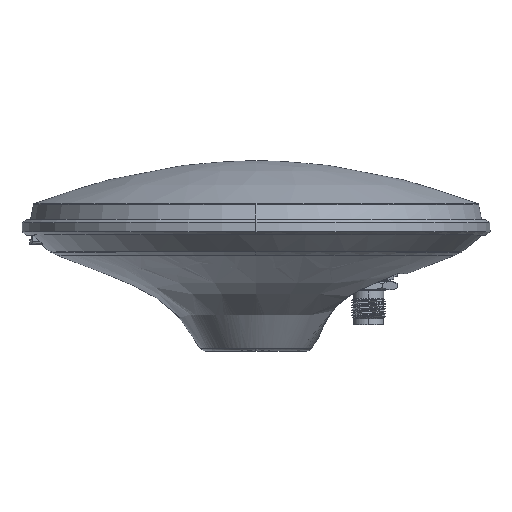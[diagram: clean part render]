
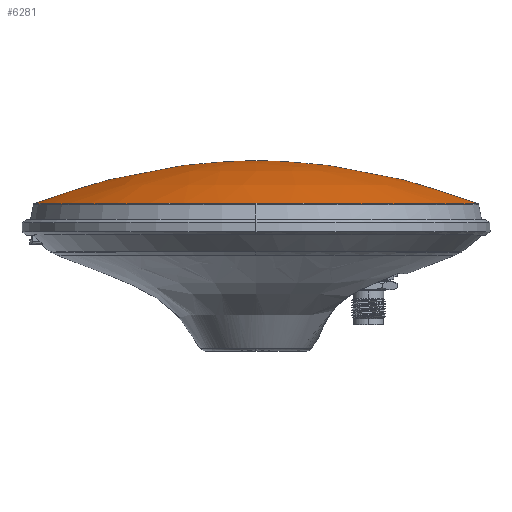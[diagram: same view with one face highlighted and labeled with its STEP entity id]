
A CAD part, top view. The second image highlights one B-rep face of the part: STEP entity #6281.
In plain terms, the highlighted free-form (B-spline) face has degree [2, 3] with [3, 4] control points.
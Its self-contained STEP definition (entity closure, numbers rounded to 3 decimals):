
#782 = CARTESIAN_POINT ( 'NONE',  ( -71.843, 47.599, 143.686 ) ) ;
#1217 = CARTESIAN_POINT ( 'NONE',  ( 0., 61.5, 0. ) ) ;
#2892 = EDGE_CURVE ( 'NONE', #14015, #8656, #4855, .T. ) ;
#3022 = CARTESIAN_POINT ( 'NONE',  ( 71.843, 47.599, 0. ) ) ;
#3484 = VERTEX_POINT ( 'NONE', #14871 ) ;
#3872 = CARTESIAN_POINT ( 'NONE',  ( 0., 61.5, 0. ) ) ;
#4790 = EDGE_CURVE ( 'NONE', #14015, #3484, #6427, .T. ) ;
#4855 = B_SPLINE_CURVE_WITH_KNOTS ( 'NONE', 2,
 ( #19704, #12536, #3872 ),
 .UNSPECIFIED., .F., .F.,
 ( 3, 3 ),
 ( 0., 1. ),
 .UNSPECIFIED. ) ;
#5270 = FACE_OUTER_BOUND ( 'NONE', #15473, .T. ) ;
#5421 = CARTESIAN_POINT ( 'NONE',  ( 35.617, 61.5, 71.233 ) ) ;
#6281 = ADVANCED_FACE ( 'NONE', ( #5270 ), #12515, .T. ) ;
#6427 =( BOUNDED_CURVE ( )  B_SPLINE_CURVE ( 3, ( #3022, #11833, #21096, #23480 ),
 .UNSPECIFIED., .F., .F. ) 
 B_SPLINE_CURVE_WITH_KNOTS ( ( 4, 4 ),
 ( 0., 1. ),
 .UNSPECIFIED. ) 
 CURVE ( )  GEOMETRIC_REPRESENTATION_ITEM ( )  RATIONAL_B_SPLINE_CURVE ( ( 0.5, 0.5, 0.667, 1. ) ) 
 REPRESENTATION_ITEM ( '' )  );
#7298 = CARTESIAN_POINT ( 'NONE',  ( -71.843, 47.599, 47.895 ) ) ;
#7744 = CARTESIAN_POINT ( 'NONE',  ( 0., 47.599, 71.843 ) ) ;
#8089 = CARTESIAN_POINT ( 'NONE',  ( 0., 61.5, 0. ) ) ;
#8656 = VERTEX_POINT ( 'NONE', #18399 ) ;
#10323 = CARTESIAN_POINT ( 'NONE',  ( 0., 61.5, 0. ) ) ;
#11073 = CARTESIAN_POINT ( 'NONE',  ( 71.843, 47.599, 0. ) ) ;
#11833 = CARTESIAN_POINT ( 'NONE',  ( 71.843, 47.599, 47.895 ) ) ;
#12456 = CARTESIAN_POINT ( 'NONE',  ( 0., 61.5, 0. ) ) ;
#12515 =( BOUNDED_SURFACE ( )  B_SPLINE_SURFACE ( 2, 3, ( 
 ( #21243, #14664, #782, #28403 ),
 ( #19001, #5421, #17049, #23632 ),
 ( #1217, #10323, #19438, #8089 ) ),
 .UNSPECIFIED., .F., .F., .F. ) 
 B_SPLINE_SURFACE_WITH_KNOTS ( ( 3, 3 ),
 ( 4, 4 ),
 ( 0.004, 1. ),
 ( 0., 1. ),
 .UNSPECIFIED. ) 
 GEOMETRIC_REPRESENTATION_ITEM ( )  RATIONAL_B_SPLINE_SURFACE ( (
 ( 1., 0.333, 0.333, 1.),
 ( 1., 0.333, 0.333, 1.),
 ( 1., 0.333, 0.333, 1.) ) ) 
 REPRESENTATION_ITEM ( '' )  SURFACE ( )  );
#12536 = CARTESIAN_POINT ( 'NONE',  ( 35.617, 61.5, 0. ) ) ;
#13569 =( BOUNDED_CURVE ( )  B_SPLINE_CURVE ( 3, ( #7744, #26102, #7298, #14746 ),
 .UNSPECIFIED., .F., .F. ) 
 B_SPLINE_CURVE_WITH_KNOTS ( ( 4, 4 ),
 ( 0., 1. ),
 .UNSPECIFIED. ) 
 CURVE ( )  GEOMETRIC_REPRESENTATION_ITEM ( )  RATIONAL_B_SPLINE_CURVE ( ( 1., 0.667, 0.5, 0.5 ) ) 
 REPRESENTATION_ITEM ( '' )  );
#14015 = VERTEX_POINT ( 'NONE', #11073 ) ;
#14134 = B_SPLINE_CURVE_WITH_KNOTS ( 'NONE', 2,
 ( #12456, #21284, #28441 ),
 .UNSPECIFIED., .F., .F.,
 ( 3, 3 ),
 ( 0., 1. ),
 .UNSPECIFIED. ) ;
#14664 = CARTESIAN_POINT ( 'NONE',  ( 71.843, 47.599, 143.686 ) ) ;
#14706 = CARTESIAN_POINT ( 'NONE',  ( -71.843, 47.599, 0. ) ) ;
#14746 = CARTESIAN_POINT ( 'NONE',  ( -71.843, 47.599, 0. ) ) ;
#14871 = CARTESIAN_POINT ( 'NONE',  ( 0., 47.599, 71.843 ) ) ;
#15473 = EDGE_LOOP ( 'NONE', ( #15974, #26003, #19957, #18930 ) ) ;
#15974 = ORIENTED_EDGE ( 'NONE', *, *, #17107, .T. ) ;
#17049 = CARTESIAN_POINT ( 'NONE',  ( -35.617, 61.5, 71.233 ) ) ;
#17107 = EDGE_CURVE ( 'NONE', #8656, #21115, #14134, .T. ) ;
#18399 = CARTESIAN_POINT ( 'NONE',  ( 0., 61.5, 0. ) ) ;
#18930 = ORIENTED_EDGE ( 'NONE', *, *, #2892, .T. ) ;
#19001 = CARTESIAN_POINT ( 'NONE',  ( 35.617, 61.5, 0. ) ) ;
#19438 = CARTESIAN_POINT ( 'NONE',  ( 0., 61.5, 0. ) ) ;
#19704 = CARTESIAN_POINT ( 'NONE',  ( 71.843, 47.599, 0. ) ) ;
#19957 = ORIENTED_EDGE ( 'NONE', *, *, #4790, .F. ) ;
#21096 = CARTESIAN_POINT ( 'NONE',  ( 35.921, 47.599, 71.843 ) ) ;
#21115 = VERTEX_POINT ( 'NONE', #14706 ) ;
#21243 = CARTESIAN_POINT ( 'NONE',  ( 71.843, 47.599, 0. ) ) ;
#21284 = CARTESIAN_POINT ( 'NONE',  ( -35.617, 61.5, 0. ) ) ;
#23480 = CARTESIAN_POINT ( 'NONE',  ( 0., 47.599, 71.843 ) ) ;
#23632 = CARTESIAN_POINT ( 'NONE',  ( -35.617, 61.5, 0. ) ) ;
#26003 = ORIENTED_EDGE ( 'NONE', *, *, #27859, .F. ) ;
#26102 = CARTESIAN_POINT ( 'NONE',  ( -35.921, 47.599, 71.843 ) ) ;
#27859 = EDGE_CURVE ( 'NONE', #3484, #21115, #13569, .T. ) ;
#28403 = CARTESIAN_POINT ( 'NONE',  ( -71.843, 47.599, 0. ) ) ;
#28441 = CARTESIAN_POINT ( 'NONE',  ( -71.843, 47.599, 0. ) ) ;
